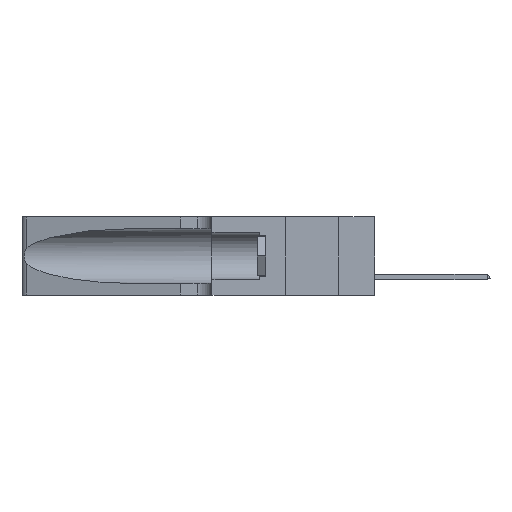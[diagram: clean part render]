
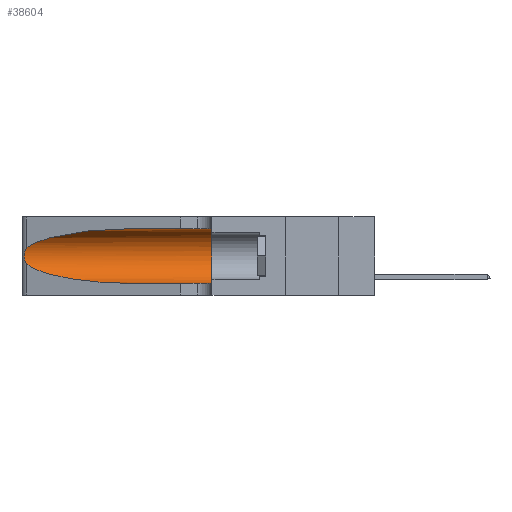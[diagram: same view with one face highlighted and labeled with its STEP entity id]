
A CAD part, left-side view. The second image highlights one B-rep face of the part: STEP entity #38604.
In plain terms, the highlighted cylindrical face has radius 3.308 mm (diameter 6.617 mm), a partial arc.
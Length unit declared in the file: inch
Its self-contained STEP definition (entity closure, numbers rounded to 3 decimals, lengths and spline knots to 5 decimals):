
#1321 = ORIENTED_EDGE ( 'NONE', *, *, #27800, .T. ) ;
#1785 = CARTESIAN_POINT ( 'NONE',  ( 0.1305, 1.61858, 0.05475 ) ) ;
#2665 = CARTESIAN_POINT ( 'NONE',  ( 0.25487, 1.22718, 0.14631 ) ) ;
#3291 = LINE ( 'NONE', #6886, #20970 ) ;
#4056 = CARTESIAN_POINT ( 'NONE',  ( 0.1305, 0.35, 0.31525 ) ) ;
#4642 = CARTESIAN_POINT ( 'NONE',  ( 0.25789, 1.23486, 0.15765 ) ) ;
#6385 = EDGE_CURVE ( 'NONE', #23085, #40919, #29852, .T. ) ;
#6886 = CARTESIAN_POINT ( 'NONE',  ( 0.1305, 1.61858, 0.31525 ) ) ;
#8148 = EDGE_CURVE ( 'NONE', #47124, #40919, #9053, .T. ) ;
#8424 = CARTESIAN_POINT ( 'NONE',  ( 0.25555, 1.22993, 0.14849 ) ) ;
#9053 = LINE ( 'NONE', #1785, #23220 ) ;
#12105 = CARTESIAN_POINT ( 'NONE',  ( 0.1305, 0.72297, 0.31525 ) ) ;
#13800 = EDGE_CURVE ( 'NONE', #33626, #17672, #27814, .T. ) ;
#13962 =( BOUNDED_CURVE ( )  B_SPLINE_CURVE ( 3, ( #2665, #28534, #40220, #29033 ),
 .UNSPECIFIED., .F., .F. ) 
 B_SPLINE_CURVE_WITH_KNOTS ( ( 4, 4 ),
 ( 3.44316, 4.71239 ),
 .UNSPECIFIED. ) 
 CURVE ( )  GEOMETRIC_REPRESENTATION_ITEM ( )  RATIONAL_B_SPLINE_CURVE ( ( 1., 0.87, 0.87, 1. ) ) 
 REPRESENTATION_ITEM ( '' )  );
#14782 = DIRECTION ( 'NONE',  ( 0., 0., -1. ) ) ;
#15461 = AXIS2_PLACEMENT_3D ( 'NONE', #44287, #21929, #15476 ) ;
#15476 = DIRECTION ( 'NONE',  ( 0., 0., 1. ) ) ;
#16350 = CARTESIAN_POINT ( 'NONE',  ( 0.25487, 1.22718, 0.14631 ) ) ;
#17073 = DIRECTION ( 'NONE',  ( 0., -1., 0. ) ) ;
#17672 = VERTEX_POINT ( 'NONE', #24208 ) ;
#19309 = CYLINDRICAL_SURFACE ( 'NONE', #21523, 0.13025 ) ;
#19484 = CARTESIAN_POINT ( 'NONE',  ( 0.26075, 1.23896, 0.19203 ) ) ;
#19671 = EDGE_CURVE ( 'NONE', #38728, #47124, #13962, .T. ) ;
#19954 = CARTESIAN_POINT ( 'NONE',  ( 0.1305, 0.35, 0.05475 ) ) ;
#20020 = CARTESIAN_POINT ( 'NONE',  ( 0.18966, 0.96281, 0.31525 ) ) ;
#20653 = EDGE_LOOP ( 'NONE', ( #26169, #1321, #46550, #41564, #29680, #32778 ) ) ;
#20970 = VECTOR ( 'NONE', #32912, 39.37008 ) ;
#21523 = AXIS2_PLACEMENT_3D ( 'NONE', #40140, #17073, #14782 ) ;
#21929 = DIRECTION ( 'NONE',  ( 0., 1., 0. ) ) ;
#22327 = FACE_OUTER_BOUND ( 'NONE', #20653, .T. ) ;
#22329 = CARTESIAN_POINT ( 'NONE',  ( 0.1305, 0.72297, 0.31525 ) ) ;
#22804 = CARTESIAN_POINT ( 'NONE',  ( 0.26075, 1.23896, 0.178 ) ) ;
#23085 = VERTEX_POINT ( 'NONE', #4056 ) ;
#23220 = VECTOR ( 'NONE', #28145, 39.37008 ) ;
#23459 = EDGE_CURVE ( 'NONE', #33626, #23085, #3291, .T. ) ;
#24208 = CARTESIAN_POINT ( 'NONE',  ( 0.25487, 1.22718, 0.22369 ) ) ;
#26169 = ORIENTED_EDGE ( 'NONE', *, *, #13800, .T. ) ;
#26253 = CARTESIAN_POINT ( 'NONE',  ( 0.25487, 1.22718, 0.14631 ) ) ;
#26557 = CARTESIAN_POINT ( 'NONE',  ( 0.26017, 1.23833, 0.17102 ) ) ;
#26711 = CARTESIAN_POINT ( 'NONE',  ( 0.25555, 1.22994, 0.2215 ) ) ;
#27411 = CARTESIAN_POINT ( 'NONE',  ( 0.2373, 1.15595, 0.28018 ) ) ;
#27800 = EDGE_CURVE ( 'NONE', #17672, #38728, #35033, .T. ) ;
#27814 =( BOUNDED_CURVE ( )  B_SPLINE_CURVE ( 3, ( #12105, #20020, #27411, #38449 ),
 .UNSPECIFIED., .F., .F. ) 
 B_SPLINE_CURVE_WITH_KNOTS ( ( 4, 4 ),
 ( 1.5708, 2.84003 ),
 .UNSPECIFIED. ) 
 CURVE ( )  GEOMETRIC_REPRESENTATION_ITEM ( )  RATIONAL_B_SPLINE_CURVE ( ( 1., 0.87, 0.87, 1. ) ) 
 REPRESENTATION_ITEM ( '' )  );
#28145 = DIRECTION ( 'NONE',  ( 0., -1., 0. ) ) ;
#28534 = CARTESIAN_POINT ( 'NONE',  ( 0.2373, 1.15595, 0.08982 ) ) ;
#29033 = CARTESIAN_POINT ( 'NONE',  ( 0.1305, 0.72297, 0.05475 ) ) ;
#29680 = ORIENTED_EDGE ( 'NONE', *, *, #6385, .F. ) ;
#29852 = CIRCLE ( 'NONE', #15461, 0.13025 ) ;
#30358 = CARTESIAN_POINT ( 'NONE',  ( 0.25856, 1.23593, 0.16098 ) ) ;
#30685 = CARTESIAN_POINT ( 'NONE',  ( 0.25854, 1.2359, 0.20912 ) ) ;
#32778 = ORIENTED_EDGE ( 'NONE', *, *, #23459, .F. ) ;
#32912 = DIRECTION ( 'NONE',  ( 0., -1., 0. ) ) ;
#33626 = VERTEX_POINT ( 'NONE', #22329 ) ;
#33673 = CARTESIAN_POINT ( 'NONE',  ( 0.25487, 1.22718, 0.22369 ) ) ;
#35033 = B_SPLINE_CURVE_WITH_KNOTS ( 'NONE', 3,
 ( #33673, #26711, #45474, #42022, #30685, #41414, #19484, #22804, #26557, #30358, #4642, #42814, #8424, #16350 ),
 .UNSPECIFIED., .F., .F.,
 ( 4, 2, 2, 2, 2, 2, 4 ),
 ( 0., 0.00027, 0.00053, 0.00107, 0.0016, 0.00187, 0.00214 ),
 .UNSPECIFIED. ) ;
#38449 = CARTESIAN_POINT ( 'NONE',  ( 0.25487, 1.22718, 0.22369 ) ) ;
#38604 = ADVANCED_FACE ( 'NONE', ( #22327 ), #19309, .F. ) ;
#38728 = VERTEX_POINT ( 'NONE', #26253 ) ;
#40140 = CARTESIAN_POINT ( 'NONE',  ( 0.1305, 1.61858, 0.185 ) ) ;
#40220 = CARTESIAN_POINT ( 'NONE',  ( 0.18966, 0.96281, 0.05475 ) ) ;
#40919 = VERTEX_POINT ( 'NONE', #19954 ) ;
#41414 = CARTESIAN_POINT ( 'NONE',  ( 0.26018, 1.23835, 0.19895 ) ) ;
#41564 = ORIENTED_EDGE ( 'NONE', *, *, #8148, .T. ) ;
#42022 = CARTESIAN_POINT ( 'NONE',  ( 0.25787, 1.23484, 0.2124 ) ) ;
#42814 = CARTESIAN_POINT ( 'NONE',  ( 0.25639, 1.23186, 0.15144 ) ) ;
#44287 = CARTESIAN_POINT ( 'NONE',  ( 0.1305, 0.35, 0.185 ) ) ;
#45474 = CARTESIAN_POINT ( 'NONE',  ( 0.25639, 1.23184, 0.21858 ) ) ;
#46550 = ORIENTED_EDGE ( 'NONE', *, *, #19671, .T. ) ;
#47072 = CARTESIAN_POINT ( 'NONE',  ( 0.1305, 0.72297, 0.05475 ) ) ;
#47124 = VERTEX_POINT ( 'NONE', #47072 ) ;
